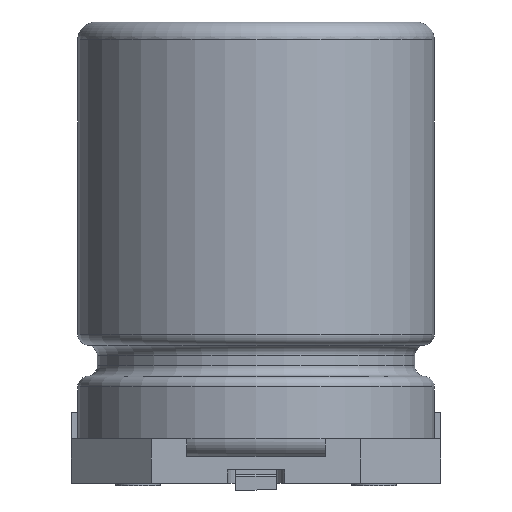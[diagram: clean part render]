
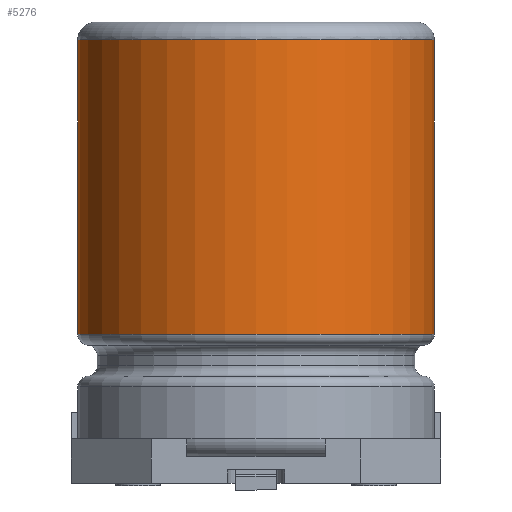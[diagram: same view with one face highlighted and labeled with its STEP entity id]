
A CAD part, front view. The second image highlights one B-rep face of the part: STEP entity #5276.
In plain terms, the highlighted cylindrical face has radius 4 mm (diameter 8 mm), a full revolution.
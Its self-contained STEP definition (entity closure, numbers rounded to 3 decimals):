
#71=CYLINDRICAL_SURFACE('',#5569,4.);
#140=CIRCLE('',#5567,4.);
#142=CIRCLE('',#5570,4.);
#1157=ORIENTED_EDGE('',*,*,#2245,.T.);
#1158=ORIENTED_EDGE('',*,*,#2247,.T.);
#2245=EDGE_CURVE('',#2782,#2782,#140,.T.);
#2247=EDGE_CURVE('',#2783,#2783,#142,.T.);
#2782=VERTEX_POINT('',#7633);
#2783=VERTEX_POINT('',#7637);
#3184=EDGE_LOOP('',(#1157));
#3185=EDGE_LOOP('',(#1158));
#3479=FACE_BOUND('',#3184,.T.);
#3480=FACE_BOUND('',#3185,.T.);
#5276=ADVANCED_FACE('',(#3479,#3480),#71,.T.);
#5567=AXIS2_PLACEMENT_3D('',#7632,#6100,#6101);
#5569=AXIS2_PLACEMENT_3D('',#7635,#6104,#6105);
#5570=AXIS2_PLACEMENT_3D('',#7636,#6106,#6107);
#6100=DIRECTION('',(0.,0.,-1.));
#6101=DIRECTION('',(-1.,0.,0.));
#6104=DIRECTION('',(0.,0.,1.));
#6105=DIRECTION('',(1.,0.,0.));
#6106=DIRECTION('',(0.,0.,1.));
#6107=DIRECTION('',(1.,0.,0.));
#7632=CARTESIAN_POINT('',(0.,0.,9.35));
#7633=CARTESIAN_POINT('',(-4.,0.,9.35));
#7635=CARTESIAN_POINT('',(0.,0.,9.75));
#7636=CARTESIAN_POINT('',(0.,0.,2.74));
#7637=CARTESIAN_POINT('',(4.,0.,2.74));
